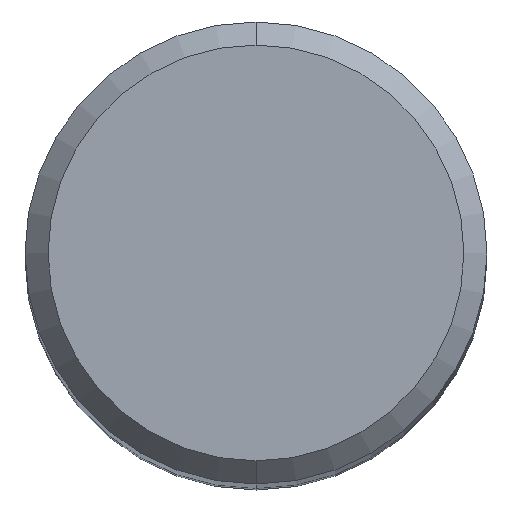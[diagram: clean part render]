
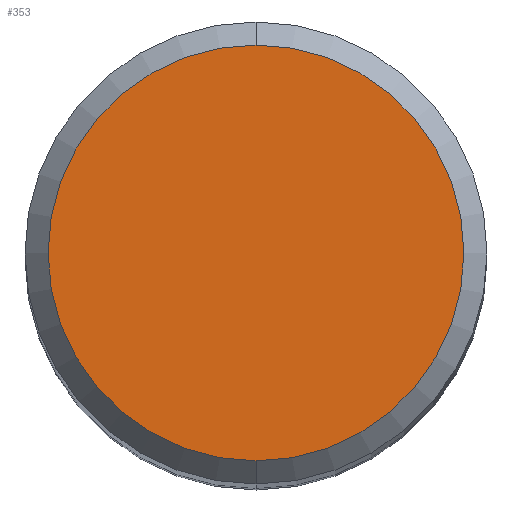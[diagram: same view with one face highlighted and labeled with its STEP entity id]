
A CAD part, top view. The second image highlights one B-rep face of the part: STEP entity #353.
In plain terms, the highlighted planar face has unit normal (0, 0, 1).
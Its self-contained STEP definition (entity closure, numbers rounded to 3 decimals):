
#199=EDGE_CURVE('',#315,#347,#453,.T.);
#265=EDGE_CURVE('',#347,#315,#521,.T.);
#315=VERTEX_POINT('',#579);
#347=VERTEX_POINT('',#614);
#353=ADVANCED_FACE('',(#620),#621,.T.);
#453=CIRCLE('',#837,5.4);
#521=CIRCLE('',#1018,5.4);
#579=CARTESIAN_POINT('',(0.,-5.4,0.0));
#614=CARTESIAN_POINT('',(0.0,5.4,0.0));
#620=FACE_OUTER_BOUND('',#1237,.T.);
#621=PLANE('',#1238);
#837=AXIS2_PLACEMENT_3D('',#1323,#1324,#1325);
#1018=AXIS2_PLACEMENT_3D('',#1371,#1372,#1373);
#1237=EDGE_LOOP('',(#1499,#1500));
#1238=AXIS2_PLACEMENT_3D('',#1501,#1502,#1503);
#1323=CARTESIAN_POINT('',(0.0,0.0,0.0));
#1324=DIRECTION('',(0.0,0.0,-1.0));
#1325=DIRECTION('',(0.0,1.0,0.0));
#1371=CARTESIAN_POINT('',(0.0,0.0,0.0));
#1372=DIRECTION('',(0.0,0.0,-1.0));
#1373=DIRECTION('',(0.0,1.0,0.0));
#1499=ORIENTED_EDGE('',*,*,#265,.F.);
#1500=ORIENTED_EDGE('',*,*,#199,.F.);
#1501=CARTESIAN_POINT('',(0.0,2.7,0.0));
#1502=DIRECTION('',(-0.0,0.0,1.0));
#1503=DIRECTION('',(0.0,-1.0,0.0));
